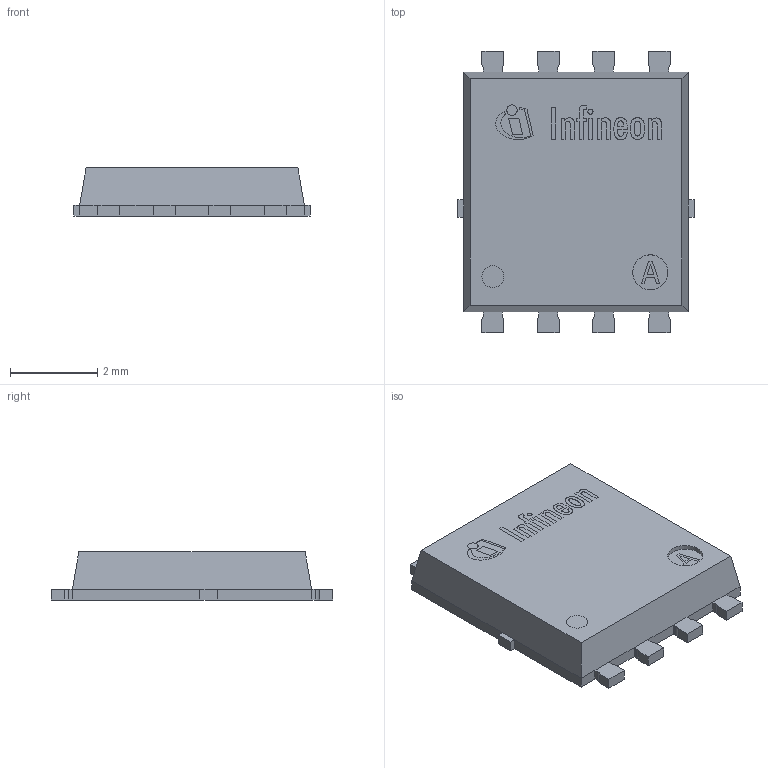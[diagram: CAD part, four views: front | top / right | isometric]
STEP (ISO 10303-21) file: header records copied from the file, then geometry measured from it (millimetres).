
FILE_DESCRIPTION(/* description */ (''),/* implementation_level */ '2;1');
FILE_NAME(/* name */ 'Infineon - PG-TDSON-8-34.step',/* time_stamp */ '2020-05-01T04:31:28+01:00',/* author */ (''),/* organization */ (''),/* preprocessor_version */ 'ST-DEVELOPER v18.1',/* originating_system */ 'Autodesk Translation Framework v9.2.0.1227',/* authorisation */ '');
FILE_SCHEMA (('AUTOMOTIVE_DESIGN { 1 0 10303 214 3 1 1 }'));
Length unit declared in the file: millimetre
Products named in the file (1): Infineon - PG-TDSON-8-34
Bounding box: 5.41 x 6.44 x 1.1 mm (x, y, z)
Volume: 30.2 mm3; surface area: 82.8 mm2
Topology: 1 solids, 1 shells, 398 faces, 1090 edges, 712 vertices
Faces by surface type: plane 227, cylinder 171
Full cylindrical faces by diameter (mm): 0.116 x1, 0.24 x1, 0.5 x1, 0.8 x1
Entity records: 12771 total; most frequent: DIRECTION 2230, CARTESIAN_POINT 2201, ORIENTED_EDGE 2180, EDGE_CURVE 1090, LINE 748, VECTOR 748, AXIS2_PLACEMENT_3D 741, VERTEX_POINT 712
